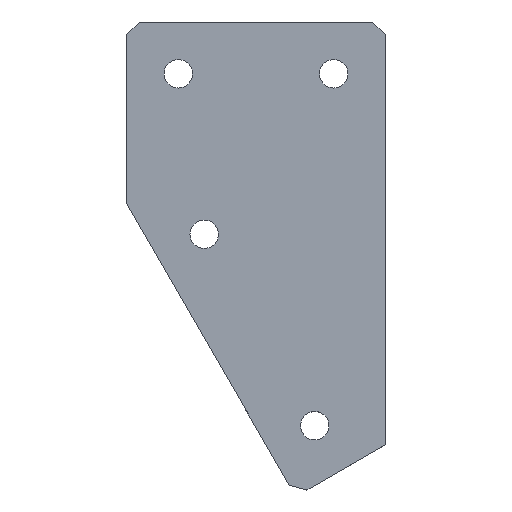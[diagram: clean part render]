
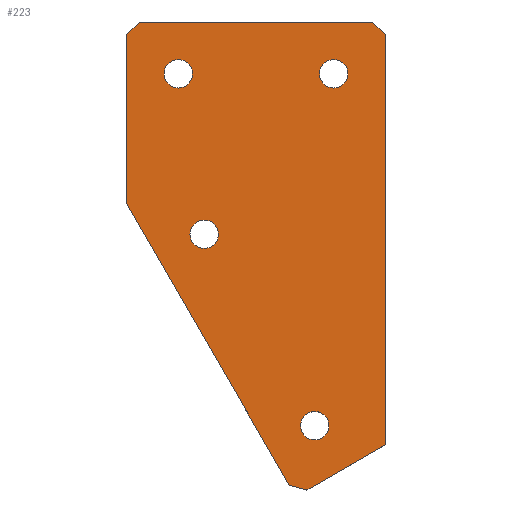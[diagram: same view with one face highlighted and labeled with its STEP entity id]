
A CAD part, top view. The second image highlights one B-rep face of the part: STEP entity #223.
In plain terms, the highlighted planar face has unit normal (0, 0, 1).
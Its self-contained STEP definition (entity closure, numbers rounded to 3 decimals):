
#8 = DIRECTION ( 'NONE',  ( 0., 1., 0. ) ) ;
#13 = VERTEX_POINT ( 'NONE', #182 ) ;
#16 = LINE ( 'NONE', #304, #517 ) ;
#17 = AXIS2_PLACEMENT_3D ( 'NONE', #476, #563, #76 ) ;
#19 = EDGE_CURVE ( 'NONE', #464, #137, #424, .T. ) ;
#26 = PLANE ( 'NONE',  #445 ) ;
#35 = FACE_BOUND ( 'NONE', #525, .T. ) ;
#48 = VERTEX_POINT ( 'NONE', #466 ) ;
#50 = CARTESIAN_POINT ( 'NONE',  ( 0., -35., 0. ) ) ;
#52 = ORIENTED_EDGE ( 'NONE', *, *, #585, .T. ) ;
#63 = CARTESIAN_POINT ( 'NONE',  ( 36.34, -77.942, 0. ) ) ;
#69 = EDGE_CURVE ( 'NONE', #48, #452, #413, .T. ) ;
#75 = CARTESIAN_POINT ( 'NONE',  ( 1.25, -1.25, 0. ) ) ;
#76 = DIRECTION ( 'NONE',  ( 0., 1., 0. ) ) ;
#81 = CARTESIAN_POINT ( 'NONE',  ( 10., -7.25, 0. ) ) ;
#82 = DIRECTION ( 'NONE',  ( -0.707, -0.707, 0. ) ) ;
#83 = VECTOR ( 'NONE', #463, 1000. ) ;
#84 = LINE ( 'NONE', #564, #367 ) ;
#90 = CARTESIAN_POINT ( 'NONE',  ( 10., -10., 0. ) ) ;
#94 = DIRECTION ( 'NONE',  ( 0., -1., 0. ) ) ;
#96 = ORIENTED_EDGE ( 'NONE', *, *, #246, .T. ) ;
#103 = CIRCLE ( 'NONE', #479, 2.75 ) ;
#104 = EDGE_CURVE ( 'NONE', #475, #360, #16, .T. ) ;
#105 = DIRECTION ( 'NONE',  ( 0., 0., -1. ) ) ;
#106 = ORIENTED_EDGE ( 'NONE', *, *, #298, .T. ) ;
#107 = FACE_BOUND ( 'NONE', #249, .T. ) ;
#109 = ORIENTED_EDGE ( 'NONE', *, *, #264, .T. ) ;
#117 = EDGE_CURVE ( 'NONE', #137, #464, #570, .T. ) ;
#119 = EDGE_LOOP ( 'NONE', ( #207, #106 ) ) ;
#122 = CARTESIAN_POINT ( 'NONE',  ( 50., -81.603, 0. ) ) ;
#124 = AXIS2_PLACEMENT_3D ( 'NONE', #63, #547, #444 ) ;
#137 = VERTEX_POINT ( 'NONE', #300 ) ;
#139 = CARTESIAN_POINT ( 'NONE',  ( 50., 0., 0. ) ) ;
#140 = CARTESIAN_POINT ( 'NONE',  ( 40., -7.25, 0. ) ) ;
#144 = CIRCLE ( 'NONE', #620, 2.75 ) ;
#147 = ORIENTED_EDGE ( 'NONE', *, *, #19, .T. ) ;
#148 = CARTESIAN_POINT ( 'NONE',  ( 15., -43.731, 0. ) ) ;
#154 = VECTOR ( 'NONE', #369, 1000. ) ;
#156 = DIRECTION ( 'NONE',  ( -0.866, -0.5, 0. ) ) ;
#167 = EDGE_CURVE ( 'NONE', #447, #538, #349, .T. ) ;
#168 = FACE_BOUND ( 'NONE', #456, .T. ) ;
#178 = CARTESIAN_POINT ( 'NONE',  ( 23.75, 23.75, 0. ) ) ;
#182 = CARTESIAN_POINT ( 'NONE',  ( 15., -38.231, 0. ) ) ;
#185 = DIRECTION ( 'NONE',  ( -0.5, 0.866, 0. ) ) ;
#186 = LINE ( 'NONE', #139, #376 ) ;
#190 = DIRECTION ( 'NONE',  ( 0., 1., 0. ) ) ;
#194 = CARTESIAN_POINT ( 'NONE',  ( 32.679, -91.603, 0. ) ) ;
#202 = CARTESIAN_POINT ( 'NONE',  ( 34.845, -90.353, 0. ) ) ;
#207 = ORIENTED_EDGE ( 'NONE', *, *, #310, .T. ) ;
#210 = CIRCLE ( 'NONE', #124, 2.75 ) ;
#216 = DIRECTION ( 'NONE',  ( 0., 0., 1. ) ) ;
#219 = CARTESIAN_POINT ( 'NONE',  ( 15., -40.981, 0. ) ) ;
#223 = ADVANCED_FACE ( 'NONE', ( #168, #107, #320, #35, #567 ), #26, .T. ) ;
#230 = CARTESIAN_POINT ( 'NONE',  ( 31.429, -89.437, 0. ) ) ;
#241 = CARTESIAN_POINT ( 'NONE',  ( 36.34, -80.692, 0. ) ) ;
#246 = EDGE_CURVE ( 'NONE', #48, #538, #562, .T. ) ;
#249 = EDGE_LOOP ( 'NONE', ( #147, #431 ) ) ;
#256 = DIRECTION ( 'NONE',  ( 0., 0., -1. ) ) ;
#264 = EDGE_CURVE ( 'NONE', #289, #452, #612, .T. ) ;
#266 = DIRECTION ( 'NONE',  ( 0., 1., 0. ) ) ;
#278 = CARTESIAN_POINT ( 'NONE',  ( 50., -2.5, 0. ) ) ;
#280 = DIRECTION ( 'NONE',  ( 0., 0., -1. ) ) ;
#283 = EDGE_CURVE ( 'NONE', #475, #447, #84, .T. ) ;
#289 = VERTEX_POINT ( 'NONE', #278 ) ;
#298 = EDGE_CURVE ( 'NONE', #549, #13, #144, .T. ) ;
#300 = CARTESIAN_POINT ( 'NONE',  ( 40., -12.75, 0. ) ) ;
#304 = CARTESIAN_POINT ( 'NONE',  ( -20.254, -75.589, 0. ) ) ;
#310 = EDGE_CURVE ( 'NONE', #13, #549, #588, .T. ) ;
#311 = VERTEX_POINT ( 'NONE', #122 ) ;
#314 = CARTESIAN_POINT ( 'NONE',  ( 36.34, -75.192, 0. ) ) ;
#315 = VERTEX_POINT ( 'NONE', #314 ) ;
#320 = FACE_BOUND ( 'NONE', #119, .T. ) ;
#346 = VERTEX_POINT ( 'NONE', #81 ) ;
#349 = LINE ( 'NONE', #354, #390 ) ;
#350 = CARTESIAN_POINT ( 'NONE',  ( 0., -2.5, 0. ) ) ;
#353 = CIRCLE ( 'NONE', #599, 2.75 ) ;
#354 = CARTESIAN_POINT ( 'NONE',  ( 0., 0., 0. ) ) ;
#360 = VERTEX_POINT ( 'NONE', #202 ) ;
#367 = VECTOR ( 'NONE', #185, 1000. ) ;
#369 = DIRECTION ( 'NONE',  ( -0.707, 0.707, 0. ) ) ;
#374 = CARTESIAN_POINT ( 'NONE',  ( 0., 0., 0. ) ) ;
#376 = VECTOR ( 'NONE', #94, 1000. ) ;
#377 = DIRECTION ( 'NONE',  ( 0., 0., -1. ) ) ;
#390 = VECTOR ( 'NONE', #443, 1000. ) ;
#392 = AXIS2_PLACEMENT_3D ( 'NONE', #90, #377, #190 ) ;
#394 = DIRECTION ( 'NONE',  ( 0., 1., 0. ) ) ;
#396 = DIRECTION ( 'NONE',  ( 0.966, -0.259, 0. ) ) ;
#400 = ORIENTED_EDGE ( 'NONE', *, *, #283, .F. ) ;
#404 = ORIENTED_EDGE ( 'NONE', *, *, #591, .T. ) ;
#412 = DIRECTION ( 'NONE',  ( 0., 1., 0. ) ) ;
#413 = LINE ( 'NONE', #374, #83 ) ;
#414 = CIRCLE ( 'NONE', #392, 2.75 ) ;
#420 = VERTEX_POINT ( 'NONE', #241 ) ;
#424 = CIRCLE ( 'NONE', #17, 2.75 ) ;
#431 = ORIENTED_EDGE ( 'NONE', *, *, #117, .T. ) ;
#433 = DIRECTION ( 'NONE',  ( 0., 0., -1. ) ) ;
#437 = CARTESIAN_POINT ( 'NONE',  ( 36.34, -77.942, 0. ) ) ;
#443 = DIRECTION ( 'NONE',  ( 0., 1., 0. ) ) ;
#444 = DIRECTION ( 'NONE',  ( 0., 1., 0. ) ) ;
#445 = AXIS2_PLACEMENT_3D ( 'NONE', #609, #216, #469 ) ;
#447 = VERTEX_POINT ( 'NONE', #50 ) ;
#452 = VERTEX_POINT ( 'NONE', #576 ) ;
#456 = EDGE_LOOP ( 'NONE', ( #560, #545 ) ) ;
#463 = DIRECTION ( 'NONE',  ( 1., 0., 0. ) ) ;
#464 = VERTEX_POINT ( 'NONE', #140 ) ;
#466 = CARTESIAN_POINT ( 'NONE',  ( 2.5, 0., 0. ) ) ;
#467 = CARTESIAN_POINT ( 'NONE',  ( 10., -12.75, 0. ) ) ;
#469 = DIRECTION ( 'NONE',  ( 1., 0., 0. ) ) ;
#473 = EDGE_CURVE ( 'NONE', #346, #605, #414, .T. ) ;
#475 = VERTEX_POINT ( 'NONE', #230 ) ;
#476 = CARTESIAN_POINT ( 'NONE',  ( 40., -10., 0. ) ) ;
#479 = AXIS2_PLACEMENT_3D ( 'NONE', #437, #105, #8 ) ;
#491 = ORIENTED_EDGE ( 'NONE', *, *, #104, .T. ) ;
#494 = CARTESIAN_POINT ( 'NONE',  ( 40., -10., 0. ) ) ;
#496 = EDGE_LOOP ( 'NONE', ( #400, #491, #544, #617, #109, #630, #96, #501 ) ) ;
#500 = LINE ( 'NONE', #194, #543 ) ;
#501 = ORIENTED_EDGE ( 'NONE', *, *, #167, .F. ) ;
#517 = VECTOR ( 'NONE', #396, 1000. ) ;
#518 = EDGE_CURVE ( 'NONE', #289, #311, #186, .T. ) ;
#525 = EDGE_LOOP ( 'NONE', ( #52, #404 ) ) ;
#537 = CARTESIAN_POINT ( 'NONE',  ( 10., -10., 0. ) ) ;
#538 = VERTEX_POINT ( 'NONE', #350 ) ;
#543 = VECTOR ( 'NONE', #156, 1000. ) ;
#544 = ORIENTED_EDGE ( 'NONE', *, *, #548, .F. ) ;
#545 = ORIENTED_EDGE ( 'NONE', *, *, #619, .T. ) ;
#547 = DIRECTION ( 'NONE',  ( 0., 0., -1. ) ) ;
#548 = EDGE_CURVE ( 'NONE', #311, #360, #500, .T. ) ;
#549 = VERTEX_POINT ( 'NONE', #148 ) ;
#558 = DIRECTION ( 'NONE',  ( 0., 0., -1. ) ) ;
#560 = ORIENTED_EDGE ( 'NONE', *, *, #473, .T. ) ;
#562 = LINE ( 'NONE', #75, #618 ) ;
#563 = DIRECTION ( 'NONE',  ( 0., 0., -1. ) ) ;
#564 = CARTESIAN_POINT ( 'NONE',  ( 0., -35., 0. ) ) ;
#567 = FACE_OUTER_BOUND ( 'NONE', #496, .T. ) ;
#570 = CIRCLE ( 'NONE', #580, 2.75 ) ;
#576 = CARTESIAN_POINT ( 'NONE',  ( 47.5, 0., 0. ) ) ;
#580 = AXIS2_PLACEMENT_3D ( 'NONE', #494, #256, #394 ) ;
#583 = DIRECTION ( 'NONE',  ( 0., 1., 0. ) ) ;
#585 = EDGE_CURVE ( 'NONE', #315, #420, #210, .T. ) ;
#588 = CIRCLE ( 'NONE', #608, 2.75 ) ;
#591 = EDGE_CURVE ( 'NONE', #420, #315, #103, .T. ) ;
#599 = AXIS2_PLACEMENT_3D ( 'NONE', #537, #433, #583 ) ;
#605 = VERTEX_POINT ( 'NONE', #467 ) ;
#608 = AXIS2_PLACEMENT_3D ( 'NONE', #621, #558, #266 ) ;
#609 = CARTESIAN_POINT ( 'NONE',  ( 0., 0., 0. ) ) ;
#612 = LINE ( 'NONE', #178, #154 ) ;
#617 = ORIENTED_EDGE ( 'NONE', *, *, #518, .F. ) ;
#618 = VECTOR ( 'NONE', #82, 1000. ) ;
#619 = EDGE_CURVE ( 'NONE', #605, #346, #353, .T. ) ;
#620 = AXIS2_PLACEMENT_3D ( 'NONE', #219, #280, #412 ) ;
#621 = CARTESIAN_POINT ( 'NONE',  ( 15., -40.981, 0. ) ) ;
#630 = ORIENTED_EDGE ( 'NONE', *, *, #69, .F. ) ;
